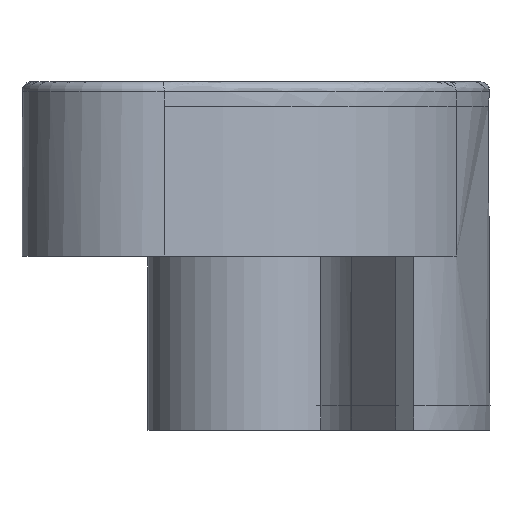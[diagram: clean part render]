
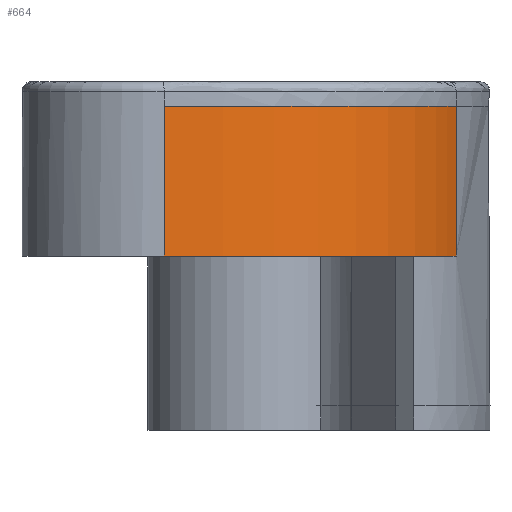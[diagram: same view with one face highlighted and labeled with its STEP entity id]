
A CAD part, left-side view. The second image highlights one B-rep face of the part: STEP entity #664.
In plain terms, the highlighted free-form (B-spline) face has degree [3, 1] with [4, 2] control points.
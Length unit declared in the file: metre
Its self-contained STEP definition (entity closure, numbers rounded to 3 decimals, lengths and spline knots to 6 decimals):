
#49=LINE('',#1321,#89);
#52=LINE('',#1331,#92);
#89=VECTOR('',#811,1.);
#92=VECTOR('',#820,1.);
#124=B_SPLINE_CURVE_WITH_KNOTS('',3,(#1305,#1306,#1307,#1308),
 .UNSPECIFIED.,.F.,.F.,(4,4),(0.032438,1.),
 .PIECEWISE_BEZIER_KNOTS.);
#126=B_SPLINE_CURVE_WITH_KNOTS('',3,(#1340,#1341,#1342,#1343),
 .UNSPECIFIED.,.F.,.F.,(4,4),(0.032438,1.),
 .PIECEWISE_BEZIER_KNOTS.);
#151=B_SPLINE_SURFACE_WITH_KNOTS('',3,1,((#1332,#1333),(#1334,#1335),(#1336,
#1337),(#1338,#1339)),.SURF_OF_LINEAR_EXTRUSION.,.F.,.F.,.F.,(4,4),(2,2),
(0.032438,1.),(0.,1.),.PIECEWISE_BEZIER_KNOTS.);
#204=ORIENTED_EDGE('',*,*,#385,.F.);
#205=ORIENTED_EDGE('',*,*,#384,.F.);
#206=ORIENTED_EDGE('',*,*,#374,.T.);
#207=ORIENTED_EDGE('',*,*,#379,.T.);
#374=EDGE_CURVE('',#468,#467,#124,.T.);
#379=EDGE_CURVE('',#467,#454,#49,.T.);
#384=EDGE_CURVE('',#468,#471,#52,.T.);
#385=EDGE_CURVE('',#471,#454,#126,.T.);
#454=VERTEX_POINT('',#1024);
#467=VERTEX_POINT('',#1304);
#468=VERTEX_POINT('',#1309);
#471=VERTEX_POINT('',#1324);
#544=EDGE_LOOP('',(#204,#205,#206,#207));
#600=FACE_BOUND('',#544,.T.);
#664=ADVANCED_FACE('',(#600),#151,.T.);
#811=DIRECTION('',(0.,0.,1.));
#820=DIRECTION('',(0.,0.,1.));
#1024=CARTESIAN_POINT('',(-0.028151,-0.012419,0.012));
#1304=CARTESIAN_POINT('',(-0.028151,-0.012419,0.006));
#1305=CARTESIAN_POINT('',(-0.036451,-0.000701,0.006));
#1306=CARTESIAN_POINT('',(-0.035852,-0.007557,0.006));
#1307=CARTESIAN_POINT('',(-0.032088,-0.010912,0.006));
#1308=CARTESIAN_POINT('',(-0.028151,-0.012419,0.006));
#1309=CARTESIAN_POINT('',(-0.036451,-0.000701,0.006));
#1321=CARTESIAN_POINT('',(-0.028151,-0.012419,0.006));
#1324=CARTESIAN_POINT('',(-0.036451,-0.000701,0.012));
#1331=CARTESIAN_POINT('',(-0.036451,-0.000701,0.006));
#1332=CARTESIAN_POINT('',(-0.036451,-0.000701,0.006));
#1333=CARTESIAN_POINT('',(-0.036451,-0.000701,0.012));
#1334=CARTESIAN_POINT('',(-0.035852,-0.007557,0.006));
#1335=CARTESIAN_POINT('',(-0.035852,-0.007557,0.012));
#1336=CARTESIAN_POINT('',(-0.032088,-0.010912,0.006));
#1337=CARTESIAN_POINT('',(-0.032088,-0.010912,0.012));
#1338=CARTESIAN_POINT('',(-0.028151,-0.012419,0.006));
#1339=CARTESIAN_POINT('',(-0.028151,-0.012419,0.012));
#1340=CARTESIAN_POINT('',(-0.036451,-0.000701,0.012));
#1341=CARTESIAN_POINT('',(-0.035852,-0.007557,0.012));
#1342=CARTESIAN_POINT('',(-0.032088,-0.010912,0.012));
#1343=CARTESIAN_POINT('',(-0.028151,-0.012419,0.012));
